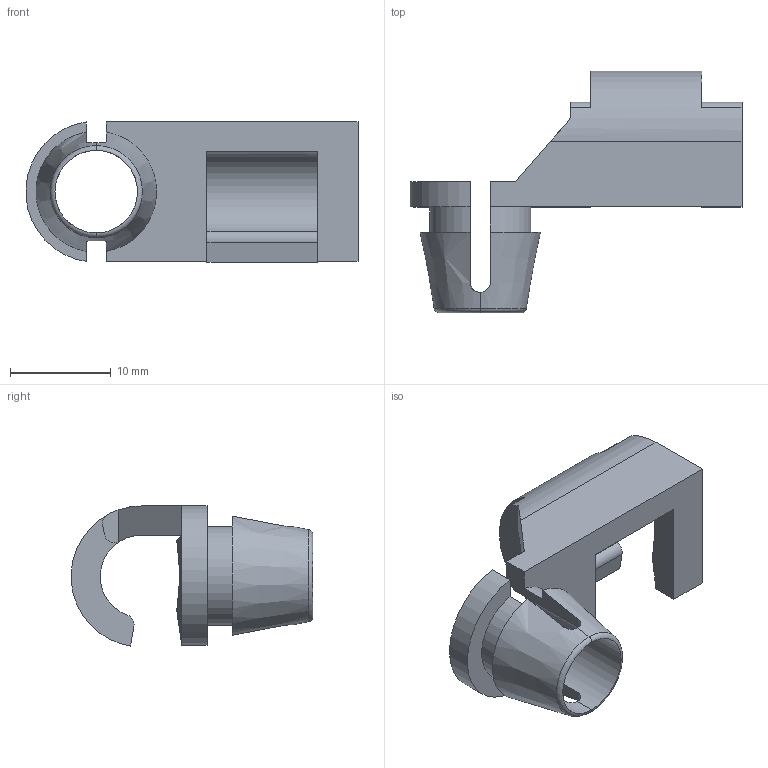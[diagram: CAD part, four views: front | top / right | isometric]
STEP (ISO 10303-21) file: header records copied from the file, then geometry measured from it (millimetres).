
FILE_DESCRIPTION (( 'STEP AP203' ), '1' );
FILE_NAME ('sone3D.STEP', '2014-05-02T10:44:47', ( '' ), ( '' ), 'SwSTEP 2.0', 'SolidWorks 2012', '' );
FILE_SCHEMA (( 'CONFIG_CONTROL_DESIGN' ));
Length unit declared in the file: millimetre
Products named in the file (1): sone3D
Bounding box: 32.98 x 23.98 x 13.91 mm (x, y, z)
Volume: 1788.2 mm3; surface area: 2142.8 mm2
Topology: 1 solids, 1 shells, 57 faces, 161 edges, 104 vertices
Faces by surface type: plane 35, cylinder 16, cone 4, torus 2
Entity records: 1979 total; most frequent: CARTESIAN_POINT 434, ORIENTED_EDGE 322, DIRECTION 295, EDGE_CURVE 161, VERTEX_POINT 104, VECTOR 101, LINE 101, AXIS2_PLACEMENT_3D 97
